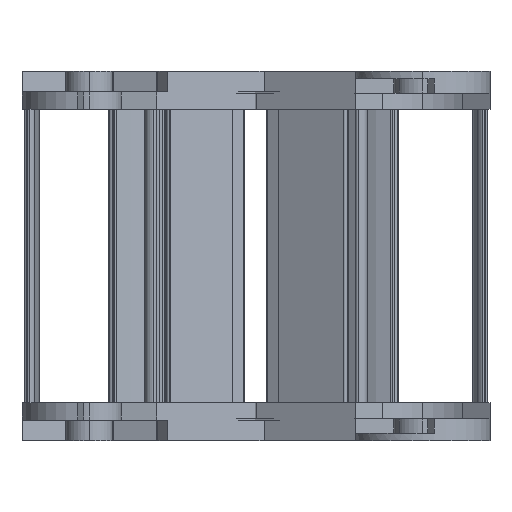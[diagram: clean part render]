
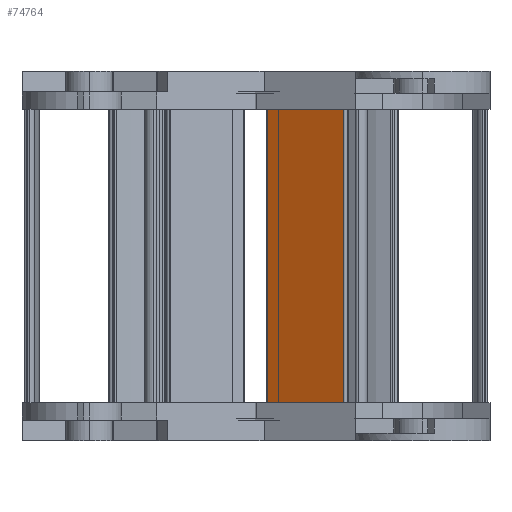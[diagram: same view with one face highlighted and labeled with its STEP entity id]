
A CAD part, left-side view. The second image highlights one B-rep face of the part: STEP entity #74764.
In plain terms, the highlighted planar face has unit normal (-0.875, 0.484, 0).
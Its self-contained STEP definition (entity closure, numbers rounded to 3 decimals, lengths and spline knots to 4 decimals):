
#306 = ORIENTED_EDGE ( 'NONE', *, *, #30141, .F. ) ;
#2084 = VECTOR ( 'NONE', #13476, 39.3701 ) ;
#2811 = DIRECTION ( 'NONE',  ( 0., 0., -1. ) ) ;
#3542 = ORIENTED_EDGE ( 'NONE', *, *, #21170, .F. ) ;
#5960 = CARTESIAN_POINT ( 'NONE',  ( 0.4298, 0.5335, 0.9843 ) ) ;
#9576 = LINE ( 'NONE', #21278, #41776 ) ;
#9805 = PLANE ( 'NONE',  #70552 ) ;
#13476 = DIRECTION ( 'NONE',  ( -0.484, -0.875, 0. ) ) ;
#14109 = DIRECTION ( 'NONE',  ( 0.875, -0.484, 0. ) ) ;
#16410 = VERTEX_POINT ( 'NONE', #5960 ) ;
#21170 = EDGE_CURVE ( 'NONE', #16410, #69503, #33703, .T. ) ;
#21278 = CARTESIAN_POINT ( 'NONE',  ( 0.7102, 1.0398, 0.9843 ) ) ;
#23083 = LINE ( 'NONE', #46078, #57038 ) ;
#26936 = FACE_OUTER_BOUND ( 'NONE', #44319, .T. ) ;
#27098 = CARTESIAN_POINT ( 'NONE',  ( 0.4298, 0.5335, -0.9843 ) ) ;
#27870 = CARTESIAN_POINT ( 'NONE',  ( 0.4298, 0.5335, 0.9843 ) ) ;
#30141 = EDGE_CURVE ( 'NONE', #75267, #38264, #9576, .T. ) ;
#33553 = CARTESIAN_POINT ( 'NONE',  ( 0.7102, 1.0398, 0.9843 ) ) ;
#33703 = LINE ( 'NONE', #27870, #49503 ) ;
#38264 = VERTEX_POINT ( 'NONE', #39694 ) ;
#39694 = CARTESIAN_POINT ( 'NONE',  ( 0.7102, 1.0398, 0.9843 ) ) ;
#41776 = VECTOR ( 'NONE', #64073, 39.3701 ) ;
#42689 = EDGE_CURVE ( 'NONE', #38264, #16410, #55126, .T. ) ;
#43957 = ORIENTED_EDGE ( 'NONE', *, *, #42689, .F. ) ;
#44319 = EDGE_LOOP ( 'NONE', ( #3542, #43957, #306, #65328 ) ) ;
#46078 = CARTESIAN_POINT ( 'NONE',  ( 0.7102, 1.0398, -0.9843 ) ) ;
#49503 = VECTOR ( 'NONE', #51622, 39.3701 ) ;
#51622 = DIRECTION ( 'NONE',  ( 0., 0., -1. ) ) ;
#55126 = LINE ( 'NONE', #60967, #2084 ) ;
#57038 = VECTOR ( 'NONE', #76805, 39.3701 ) ;
#60967 = CARTESIAN_POINT ( 'NONE',  ( 0.7102, 1.0398, 0.9843 ) ) ;
#63819 = CARTESIAN_POINT ( 'NONE',  ( 0.7102, 1.0398, -0.9843 ) ) ;
#64073 = DIRECTION ( 'NONE',  ( 0., 0., 1. ) ) ;
#65328 = ORIENTED_EDGE ( 'NONE', *, *, #70128, .F. ) ;
#69503 = VERTEX_POINT ( 'NONE', #27098 ) ;
#70128 = EDGE_CURVE ( 'NONE', #69503, #75267, #23083, .T. ) ;
#70552 = AXIS2_PLACEMENT_3D ( 'NONE', #33553, #14109, #2811 ) ;
#74764 = ADVANCED_FACE ( 'NONE', ( #26936 ), #9805, .F. ) ;
#75267 = VERTEX_POINT ( 'NONE', #63819 ) ;
#76805 = DIRECTION ( 'NONE',  ( 0.484, 0.875, 0. ) ) ;
